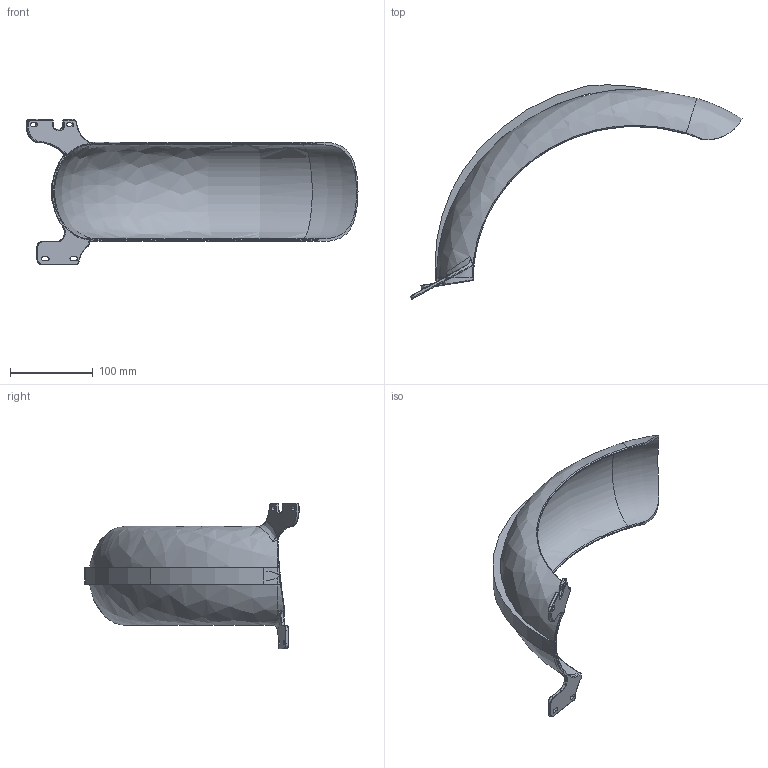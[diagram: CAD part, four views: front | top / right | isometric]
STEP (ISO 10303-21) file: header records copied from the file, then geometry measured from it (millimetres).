
FILE_DESCRIPTION (( 'STEP AP203' ), '1' );
FILE_NAME ('REAR FENDER-VAL.STEP', '2011-07-26T13:47:43', ( '' ), ( '' ), 'SwSTEP 2.0', 'SolidWorks 2009', '' );
FILE_SCHEMA (( 'CONFIG_CONTROL_DESIGN' ));
Length unit declared in the file: millimetre
Products named in the file (1): REAR FENDER-VAL
Bounding box: 401.01 x 258.94 x 175.6 mm (x, y, z)
Volume: 318266.2 mm3; surface area: 175843.5 mm2
Topology: 1 solids, 1 shells, 223 faces, 564 edges, 335 vertices
Faces by surface type: bspline 130, cylinder 65, plane 28
Entity records: 15078 total; most frequent: CARTESIAN_POINT 10700, ORIENTED_EDGE 1106, DIRECTION 569, EDGE_CURVE 553, VERTEX_POINT 333, B_SPLINE_CURVE_WITH_KNOTS 274, EDGE_LOOP 230, ADVANCED_FACE 221
